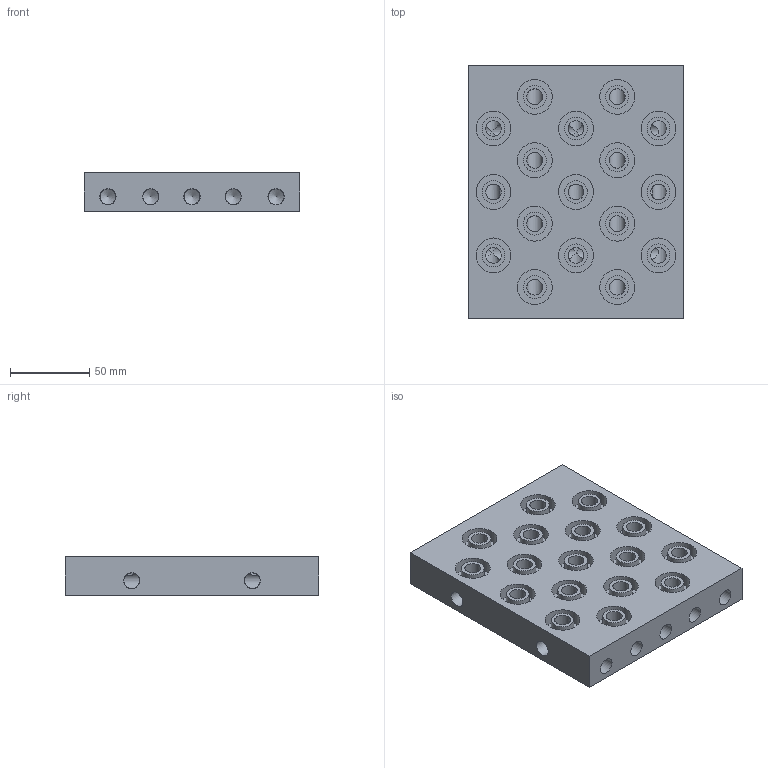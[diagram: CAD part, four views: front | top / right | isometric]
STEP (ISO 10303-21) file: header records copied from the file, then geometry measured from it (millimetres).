
FILE_DESCRIPTION(/* description */ (''),/* implementation_level */ '2;1');
FILE_NAME(/* name */ 'PC224900000688_Ultima_BP_160x136 v16.step',/* time_stamp */ '2022-12-13T08:44:41+02:00',/* author */ (''),/* organization */ (''),/* preprocessor_version */ 'ST-DEVELOPER v19.2',/* originating_system */ 'Autodesk Translation Framework v11.17.0.187',/* authorisation */ '');
FILE_SCHEMA (('AUTOMOTIVE_DESIGN { 1 0 10303 214 3 1 1 }'));
Length unit declared in the file: millimetre
Products named in the file (1): PC224900000688_Ultima_BP_160x136
Bounding box: 136 x 160 x 24 mm (x, y, z)
Volume: 405028.7 mm3; surface area: 104609.2 mm2
Topology: 1 solids, 1 shells, 149 faces, 406 edges, 258 vertices
Faces by surface type: cylinder 87, plane 40, cone 22
Full cylindrical faces by diameter (mm): 5.035 x4, 10 x38, 10.274 x7, 14.4 x17, 22 x17
Entity records: 5297 total; most frequent: CARTESIAN_POINT 1322, DIRECTION 874, ORIENTED_EDGE 794, EDGE_CURVE 397, AXIS2_PLACEMENT_3D 376, VERTEX_POINT 258, EDGE_LOOP 211, FACE_OUTER_BOUND 149
